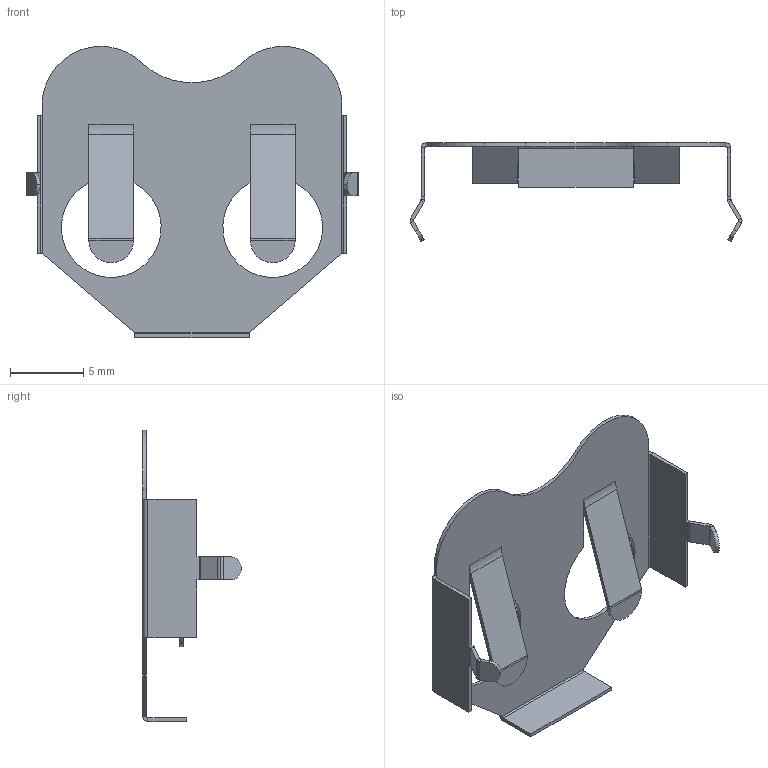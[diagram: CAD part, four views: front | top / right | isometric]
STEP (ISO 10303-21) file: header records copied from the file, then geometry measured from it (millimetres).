
FILE_DESCRIPTION (( 'STEP AP214' ), '1' );
FILE_NAME ('BK-888.STEP', '2019-10-13T10:53:18', ( '' ), ( '' ), 'SwSTEP 2.0', 'SolidWorks 2017', '' );
FILE_SCHEMA (( 'AUTOMOTIVE_DESIGN' ));
Length unit declared in the file: millimetre
Products named in the file (1): BK-888
Bounding box: 22.61 x 6.71 x 19.84 mm (x, y, z)
Volume: 101.5 mm3; surface area: 861.4 mm2
Topology: 1 solids, 1 shells, 130 faces, 296 edges, 168 vertices
Faces by surface type: plane 89, cylinder 41
Entity records: 3580 total; most frequent: DIRECTION 640, CARTESIAN_POINT 595, ORIENTED_EDGE 592, EDGE_CURVE 296, LINE 214, VECTOR 214, AXIS2_PLACEMENT_3D 213, VERTEX_POINT 168
